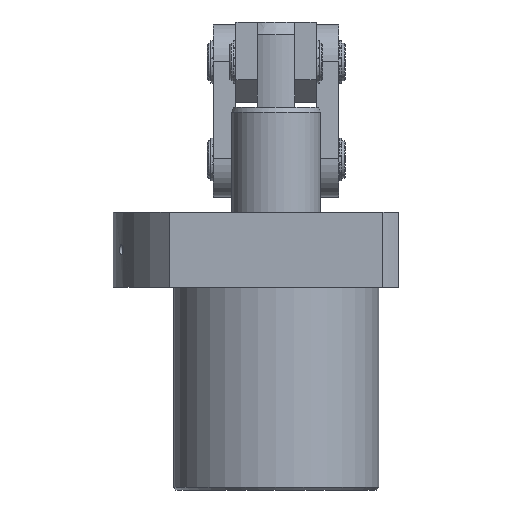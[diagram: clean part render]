
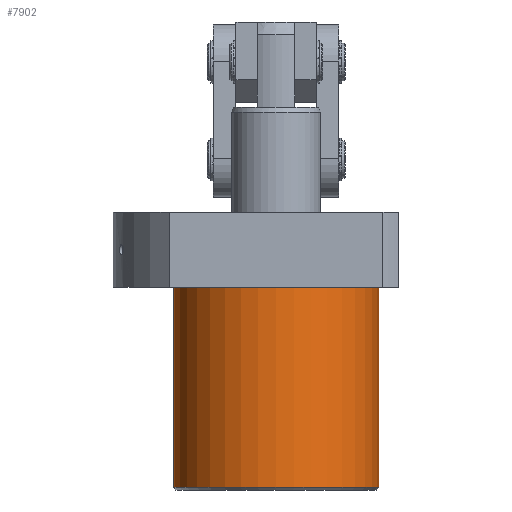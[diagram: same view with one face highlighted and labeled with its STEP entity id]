
A CAD part, front view. The second image highlights one B-rep face of the part: STEP entity #7902.
In plain terms, the highlighted cylindrical face has radius 41 mm (diameter 82 mm), a partial arc.
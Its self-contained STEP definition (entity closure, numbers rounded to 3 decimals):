
#126 = CIRCLE ( 'NONE', #2994, 41. ) ;
#162 = ORIENTED_EDGE ( 'NONE', *, *, #1327, .T. ) ;
#1327 = EDGE_CURVE ( 'NONE', #11491, #7989, #3507, .T. ) ;
#1493 = DIRECTION ( 'NONE',  ( -1., 0., 0. ) ) ;
#1511 = DIRECTION ( 'NONE',  ( 0., 0., 1. ) ) ;
#1527 = CARTESIAN_POINT ( 'NONE',  ( 0., 0., 81. ) ) ;
#1623 = VERTEX_POINT ( 'NONE', #6299 ) ;
#2068 = EDGE_CURVE ( 'NONE', #7989, #1623, #126, .T. ) ;
#2102 = CYLINDRICAL_SURFACE ( 'NONE', #6576, 41. ) ;
#2427 = CARTESIAN_POINT ( 'NONE',  ( -41., 0., 81. ) ) ;
#2994 = AXIS2_PLACEMENT_3D ( 'NONE', #7829, #7782, #7749 ) ;
#3215 = LINE ( 'NONE', #8168, #9039 ) ;
#3486 = CARTESIAN_POINT ( 'NONE',  ( 41., 0., 81. ) ) ;
#3507 = LINE ( 'NONE', #2427, #5626 ) ;
#3970 = ORIENTED_EDGE ( 'NONE', *, *, #6661, .F. ) ;
#4191 = CARTESIAN_POINT ( 'NONE',  ( 0., 0., 81. ) ) ;
#4413 = DIRECTION ( 'NONE',  ( 0., 0., -1. ) ) ;
#4568 = DIRECTION ( 'NONE',  ( -1., 0., 0. ) ) ;
#4655 = AXIS2_PLACEMENT_3D ( 'NONE', #1527, #1511, #1493 ) ;
#5492 = FACE_OUTER_BOUND ( 'NONE', #6208, .T. ) ;
#5626 = VECTOR ( 'NONE', #5880, 1000. ) ;
#5743 = CARTESIAN_POINT ( 'NONE',  ( -41., 0., 1. ) ) ;
#5880 = DIRECTION ( 'NONE',  ( 0., 0., -1. ) ) ;
#5961 = VERTEX_POINT ( 'NONE', #3486 ) ;
#6208 = EDGE_LOOP ( 'NONE', ( #3970, #7766, #162, #7686 ) ) ;
#6299 = CARTESIAN_POINT ( 'NONE',  ( 41., 0., 1. ) ) ;
#6376 = CIRCLE ( 'NONE', #4655, 41. ) ;
#6576 = AXIS2_PLACEMENT_3D ( 'NONE', #4191, #4413, #4568 ) ;
#6661 = EDGE_CURVE ( 'NONE', #5961, #1623, #3215, .T. ) ;
#7183 = EDGE_CURVE ( 'NONE', #11491, #5961, #6376, .T. ) ;
#7686 = ORIENTED_EDGE ( 'NONE', *, *, #2068, .T. ) ;
#7749 = DIRECTION ( 'NONE',  ( 1., 0., 0. ) ) ;
#7766 = ORIENTED_EDGE ( 'NONE', *, *, #7183, .F. ) ;
#7782 = DIRECTION ( 'NONE',  ( 0., 0., 1. ) ) ;
#7829 = CARTESIAN_POINT ( 'NONE',  ( 0., 0., 1. ) ) ;
#7902 = ADVANCED_FACE ( 'NONE', ( #5492 ), #2102, .T. ) ;
#7989 = VERTEX_POINT ( 'NONE', #5743 ) ;
#8168 = CARTESIAN_POINT ( 'NONE',  ( 41., 0., 81. ) ) ;
#8194 = DIRECTION ( 'NONE',  ( 0., 0., -1. ) ) ;
#8997 = CARTESIAN_POINT ( 'NONE',  ( -41., 0., 81. ) ) ;
#9039 = VECTOR ( 'NONE', #8194, 1000. ) ;
#11491 = VERTEX_POINT ( 'NONE', #8997 ) ;
